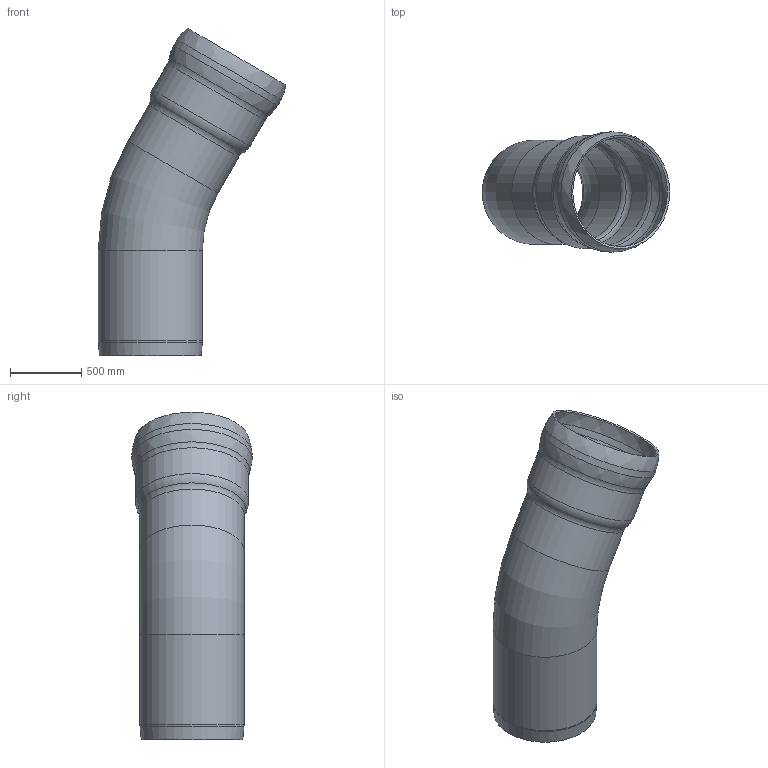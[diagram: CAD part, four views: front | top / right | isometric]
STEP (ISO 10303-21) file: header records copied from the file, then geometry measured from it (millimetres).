
FILE_DESCRIPTION(/* description */ (''),/* implementation_level */ '2;1');
FILE_NAME(/* name */ '00330.070X_3D.stp',/* time_stamp */ '2024-12-11T12:43:00+01:00',/* author */ ('CAD'),/* organization */ (''),/* preprocessor_version */ 'ST-DEVELOPER v20',/* originating_system */ 'AutoCAD Mechanical',/* authorisation */ '');
FILE_SCHEMA (('AUTOMOTIVE_DESIGN { 1 0 10303 214 3 1 1 }'));
Length unit declared in the file: centimetre
Products named in the file (2): Product; *S0
Assembly tree (1 placements, depth 2):
  Product
    *S0
Bounding box: 1314.38 x 842 x 2296.72 mm (x, y, z)
Volume: 83088822.2 mm3; surface area: 10460611.4 mm2
Topology: 1 solids, 1 shells, 26 faces, 70 edges, 44 vertices
Faces by surface type: torus 10, cylinder 8, cone 4, bspline 4
Full cylindrical faces by diameter (mm): 698 x2, 730 x2, 760 x1, 792 x1, 810 x1, 842 x1
Entity records: 983 total; most frequent: CARTESIAN_POINT 247, DIRECTION 178, ORIENTED_EDGE 140, AXIS2_PLACEMENT_3D 83, EDGE_CURVE 70, CIRCLE 58, VERTEX_POINT 44, FACE_OUTER_BOUND 26
